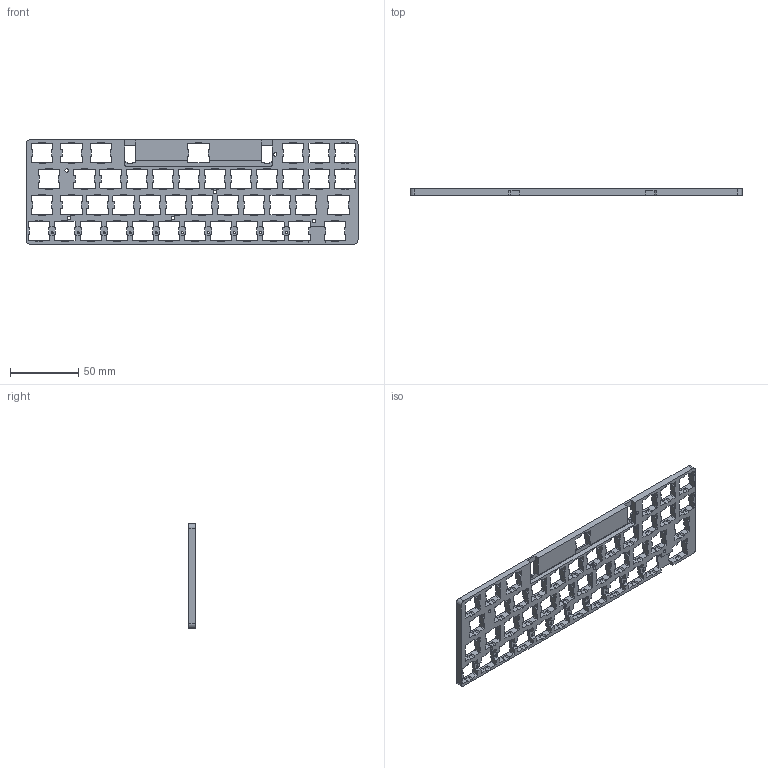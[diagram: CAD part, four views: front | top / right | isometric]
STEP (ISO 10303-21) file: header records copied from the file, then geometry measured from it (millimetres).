
FILE_DESCRIPTION(/* description */ (''),/* implementation_level */ '2;1');
FILE_NAME(/* name */ 'Jetvan Thicc Plate v7.step',/* time_stamp */ '2021-06-01T20:08:40-07:00',/* author */ (''),/* organization */ (''),/* preprocessor_version */ 'ST-DEVELOPER v18.1',/* originating_system */ 'Autodesk Translation Framework v10.9.0.1377',/* authorisation */ '');
FILE_SCHEMA (('AUTOMOTIVE_DESIGN { 1 0 10303 214 3 1 1 }'));
Length unit declared in the file: millimetre
Products named in the file (1): Jetvan Thicc Plate
Bounding box: 242.89 x 5 x 76.2 mm (x, y, z)
Volume: 41848.6 mm3; surface area: 35979.8 mm2
Topology: 1 solids, 1 shells, 1318 faces, 3962 edges, 2628 vertices
Faces by surface type: plane 765, cylinder 553
Full cylindrical faces by diameter (mm): 1.5 x10, 2.5 x6, 4 x2
Entity records: 44927 total; most frequent: ORIENTED_EDGE 7924, CARTESIAN_POINT 7909, DIRECTION 7716, EDGE_CURVE 3962, LINE 2846, VECTOR 2846, VERTEX_POINT 2628, AXIS2_PLACEMENT_3D 2435
